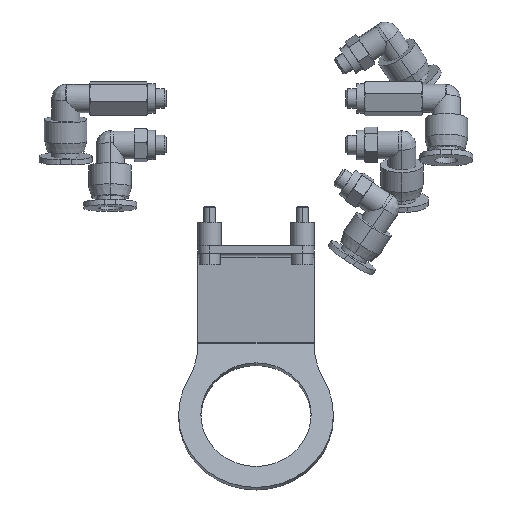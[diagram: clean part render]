
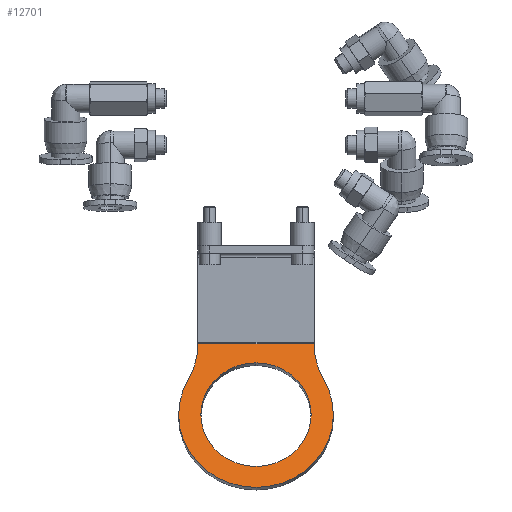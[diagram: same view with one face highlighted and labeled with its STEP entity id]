
A CAD part, front view. The second image highlights one B-rep face of the part: STEP entity #12701.
In plain terms, the highlighted planar face has unit normal (0, -0.94, 0.342).
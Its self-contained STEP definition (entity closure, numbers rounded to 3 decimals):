
#99 = CARTESIAN_POINT ( 'NONE',  ( 15., 8.94, -23.43 ) ) ;
#234 = EDGE_CURVE ( 'NONE', #5943, #13350, #8291, .T. ) ;
#270 = CARTESIAN_POINT ( 'NONE',  ( -35., 8.91, -23.513 ) ) ;
#326 = EDGE_CURVE ( 'NONE', #9976, #10707, #4869, .T. ) ;
#851 = ORIENTED_EDGE ( 'NONE', *, *, #8879, .F. ) ;
#1459 = CARTESIAN_POINT ( 'NONE',  ( -15., 8.94, -23.43 ) ) ;
#1495 = FACE_OUTER_BOUND ( 'NONE', #2257, .T. ) ;
#1666 = LINE ( 'NONE', #1459, #11454 ) ;
#1668 = CARTESIAN_POINT ( 'NONE',  ( -15., 8.91, -23.513 ) ) ;
#2022 = VERTEX_POINT ( 'NONE', #99 ) ;
#2201 = DIRECTION ( 'NONE',  ( 0., 0.342, 0.94 ) ) ;
#2257 = EDGE_LOOP ( 'NONE', ( #3778, #6971, #851, #3829, #3105, #4455 ) ) ;
#2294 = PLANE ( 'NONE',  #7192 ) ;
#2479 = AXIS2_PLACEMENT_3D ( 'NONE', #5711, #10098, #2201 ) ;
#2639 = CARTESIAN_POINT ( 'NONE',  ( -15., 8.94, -23.43 ) ) ;
#2707 = AXIS2_PLACEMENT_3D ( 'NONE', #4057, #13135, #3276 ) ;
#2922 = VERTEX_POINT ( 'NONE', #2639 ) ;
#3105 = ORIENTED_EDGE ( 'NONE', *, *, #234, .F. ) ;
#3276 = DIRECTION ( 'NONE',  ( 0., 0.342, 0.94 ) ) ;
#3595 = CARTESIAN_POINT ( 'NONE',  ( -15., 8.91, -23.513 ) ) ;
#3778 = ORIENTED_EDGE ( 'NONE', *, *, #7356, .T. ) ;
#3829 = ORIENTED_EDGE ( 'NONE', *, *, #4814, .F. ) ;
#4021 = DIRECTION ( 'NONE',  ( 0., 0.94, -0.342 ) ) ;
#4057 = CARTESIAN_POINT ( 'NONE',  ( 35., 8.91, -23.513 ) ) ;
#4342 = CIRCLE ( 'NONE', #6161, 14.25 ) ;
#4345 = VERTEX_POINT ( 'NONE', #10187 ) ;
#4455 = ORIENTED_EDGE ( 'NONE', *, *, #7121, .F. ) ;
#4656 = DIRECTION ( 'NONE',  ( 0., 0.342, 0.94 ) ) ;
#4672 = LINE ( 'NONE', #3595, #11715 ) ;
#4814 = EDGE_CURVE ( 'NONE', #13350, #10201, #11621, .T. ) ;
#4869 = CIRCLE ( 'NONE', #12919, 14.25 ) ;
#5711 = CARTESIAN_POINT ( 'NONE',  ( -35., 8.91, -23.513 ) ) ;
#5889 = CARTESIAN_POINT ( 'NONE',  ( -17.5, 5.598, -32.612 ) ) ;
#5943 = VERTEX_POINT ( 'NONE', #12981 ) ;
#6161 = AXIS2_PLACEMENT_3D ( 'NONE', #11948, #4021, #11870 ) ;
#6761 = CARTESIAN_POINT ( 'NONE',  ( 0., -2.587, -55.101 ) ) ;
#6971 = ORIENTED_EDGE ( 'NONE', *, *, #7735, .T. ) ;
#7040 = DIRECTION ( 'NONE',  ( 0., 0.342, 0.94 ) ) ;
#7121 = EDGE_CURVE ( 'NONE', #4345, #5943, #9846, .T. ) ;
#7191 = ORIENTED_EDGE ( 'NONE', *, *, #326, .T. ) ;
#7192 = AXIS2_PLACEMENT_3D ( 'NONE', #270, #9163, #4656 ) ;
#7356 = EDGE_CURVE ( 'NONE', #4345, #2022, #13834, .T. ) ;
#7735 = EDGE_CURVE ( 'NONE', #2022, #2922, #1666, .T. ) ;
#7794 = EDGE_CURVE ( 'NONE', #10707, #9976, #4342, .T. ) ;
#7818 = DIRECTION ( 'NONE',  ( 0., 0.94, -0.342 ) ) ;
#7958 = DIRECTION ( 'NONE',  ( 0., 0.342, 0.94 ) ) ;
#8291 = CIRCLE ( 'NONE', #9223, 20. ) ;
#8879 = EDGE_CURVE ( 'NONE', #10201, #2922, #4672, .T. ) ;
#8926 = VECTOR ( 'NONE', #7040, 1000. ) ;
#9163 = DIRECTION ( 'NONE',  ( 0., 0.94, -0.342 ) ) ;
#9223 = AXIS2_PLACEMENT_3D ( 'NONE', #11222, #10068, #13380 ) ;
#9846 = CIRCLE ( 'NONE', #2707, 20. ) ;
#9976 = VERTEX_POINT ( 'NONE', #6761 ) ;
#10068 = DIRECTION ( 'NONE',  ( 0., 0.94, -0.342 ) ) ;
#10098 = DIRECTION ( 'NONE',  ( 0., -0.94, 0.342 ) ) ;
#10125 = FACE_BOUND ( 'NONE', #11419, .T. ) ;
#10187 = CARTESIAN_POINT ( 'NONE',  ( 15., 8.91, -23.513 ) ) ;
#10201 = VERTEX_POINT ( 'NONE', #1668 ) ;
#10707 = VERTEX_POINT ( 'NONE', #12407 ) ;
#11009 = ORIENTED_EDGE ( 'NONE', *, *, #7794, .T. ) ;
#11084 = CARTESIAN_POINT ( 'NONE',  ( 0., 2.286, -41.71 ) ) ;
#11222 = CARTESIAN_POINT ( 'NONE',  ( 0., 2.286, -41.71 ) ) ;
#11419 = EDGE_LOOP ( 'NONE', ( #11009, #7191 ) ) ;
#11454 = VECTOR ( 'NONE', #14105, 1000. ) ;
#11621 = CIRCLE ( 'NONE', #2479, 20. ) ;
#11715 = VECTOR ( 'NONE', #7958, 1000. ) ;
#11870 = DIRECTION ( 'NONE',  ( 0., 0.342, 0.94 ) ) ;
#11948 = CARTESIAN_POINT ( 'NONE',  ( 0., 2.286, -41.71 ) ) ;
#12407 = CARTESIAN_POINT ( 'NONE',  ( 0., 7.16, -28.319 ) ) ;
#12538 = CARTESIAN_POINT ( 'NONE',  ( 15., 17.354, -0.313 ) ) ;
#12701 = ADVANCED_FACE ( 'NONE', ( #10125, #1495 ), #2294, .F. ) ;
#12919 = AXIS2_PLACEMENT_3D ( 'NONE', #11084, #7818, #13164 ) ;
#12981 = CARTESIAN_POINT ( 'NONE',  ( 17.5, 5.598, -32.612 ) ) ;
#13135 = DIRECTION ( 'NONE',  ( 0., -0.94, 0.342 ) ) ;
#13164 = DIRECTION ( 'NONE',  ( 0., 0.342, 0.94 ) ) ;
#13350 = VERTEX_POINT ( 'NONE', #5889 ) ;
#13380 = DIRECTION ( 'NONE',  ( 0., 0.342, 0.94 ) ) ;
#13834 = LINE ( 'NONE', #12538, #8926 ) ;
#14105 = DIRECTION ( 'NONE',  ( -1., 0., 0. ) ) ;
